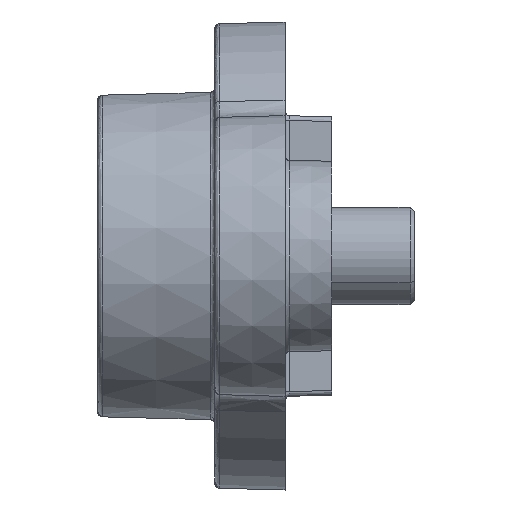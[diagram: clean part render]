
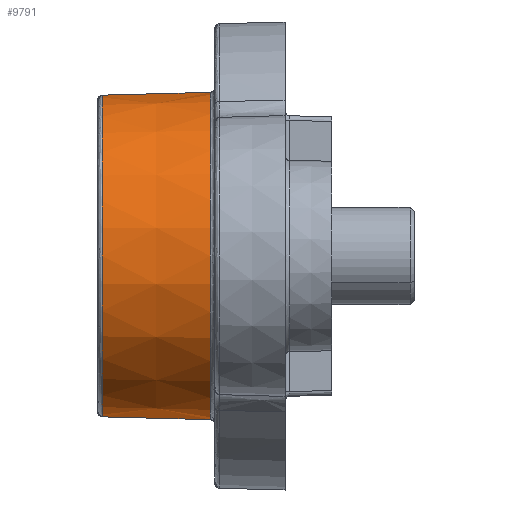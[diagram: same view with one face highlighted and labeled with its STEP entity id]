
A CAD part, left-side view. The second image highlights one B-rep face of the part: STEP entity #9791.
In plain terms, the highlighted conical face has half-angle 1.5 degrees and reference radius 3.497 mm.
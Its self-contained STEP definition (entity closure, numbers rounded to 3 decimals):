
#273 = DIRECTION ( 'NONE',  ( 0., 0., -1. ) ) ;
#336 = CARTESIAN_POINT ( 'NONE',  ( 0., -499000., -13070.314 ) ) ;
#1035 = VERTEX_POINT ( 'NONE', #3223 ) ;
#1081 = AXIS2_PLACEMENT_3D ( 'NONE', #1274, #4858, #273 ) ;
#1274 = CARTESIAN_POINT ( 'NONE',  ( 0., 3.903, 0. ) ) ;
#1355 = DIRECTION ( 'NONE',  ( 0., -1., -0.026 ) ) ;
#1907 = DIRECTION ( 'NONE',  ( 0., 0., -1. ) ) ;
#2106 = CARTESIAN_POINT ( 'NONE',  ( 0., 3.903, -3.437 ) ) ;
#2965 = VERTEX_POINT ( 'NONE', #2106 ) ;
#3164 = VECTOR ( 'NONE', #11085, 1000. ) ;
#3223 = CARTESIAN_POINT ( 'NONE',  ( 0., 1.597, -3.497 ) ) ;
#3239 = ORIENTED_EDGE ( 'NONE', *, *, #10155, .T. ) ;
#3538 = LINE ( 'NONE', #7189, #3164 ) ;
#4223 = DIRECTION ( 'NONE',  ( 0., 1., 0. ) ) ;
#4628 = CARTESIAN_POINT ( 'NONE',  ( 0., 1.597, 3.497 ) ) ;
#4858 = DIRECTION ( 'NONE',  ( 0., -1., 0. ) ) ;
#5004 = CARTESIAN_POINT ( 'NONE',  ( 0., 1.597, 0. ) ) ;
#5205 = VECTOR ( 'NONE', #1355, 1000. ) ;
#5590 = CARTESIAN_POINT ( 'NONE',  ( 0., 3.903, 3.437 ) ) ;
#5919 = EDGE_CURVE ( 'NONE', #2965, #1035, #11528, .T. ) ;
#6004 = DIRECTION ( 'NONE',  ( 0., 0., -1. ) ) ;
#6582 = ORIENTED_EDGE ( 'NONE', *, *, #10069, .F. ) ;
#6799 = CIRCLE ( 'NONE', #1081, 3.437 ) ;
#6839 = VERTEX_POINT ( 'NONE', #4628 ) ;
#7189 = CARTESIAN_POINT ( 'NONE',  ( 0., 1.5, 3.5 ) ) ;
#7233 = CIRCLE ( 'NONE', #11495, 3.497 ) ;
#7324 = DIRECTION ( 'NONE',  ( 0., -1., 0. ) ) ;
#7446 = EDGE_CURVE ( 'NONE', #1035, #6839, #7233, .T. ) ;
#7514 = ORIENTED_EDGE ( 'NONE', *, *, #5919, .T. ) ;
#8318 = VERTEX_POINT ( 'NONE', #5590 ) ;
#8331 = CONICAL_SURFACE ( 'NONE', #11402, 3.497, 0.026 ) ;
#9560 = ORIENTED_EDGE ( 'NONE', *, *, #7446, .T. ) ;
#9791 = ADVANCED_FACE ( 'NONE', ( #11039 ), #8331, .T. ) ;
#10069 = EDGE_CURVE ( 'NONE', #8318, #6839, #3538, .T. ) ;
#10155 = EDGE_CURVE ( 'NONE', #8318, #2965, #6799, .T. ) ;
#10559 = EDGE_LOOP ( 'NONE', ( #7514, #9560, #6582, #3239 ) ) ;
#10868 = CARTESIAN_POINT ( 'NONE',  ( 0., 1.597, 0. ) ) ;
#11039 = FACE_OUTER_BOUND ( 'NONE', #10559, .T. ) ;
#11085 = DIRECTION ( 'NONE',  ( 0., -1., 0.026 ) ) ;
#11402 = AXIS2_PLACEMENT_3D ( 'NONE', #10868, #7324, #1907 ) ;
#11495 = AXIS2_PLACEMENT_3D ( 'NONE', #5004, #4223, #6004 ) ;
#11528 = LINE ( 'NONE', #336, #5205 ) ;
